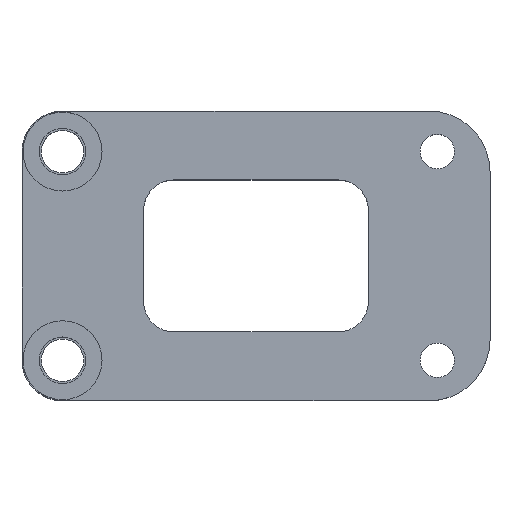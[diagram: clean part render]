
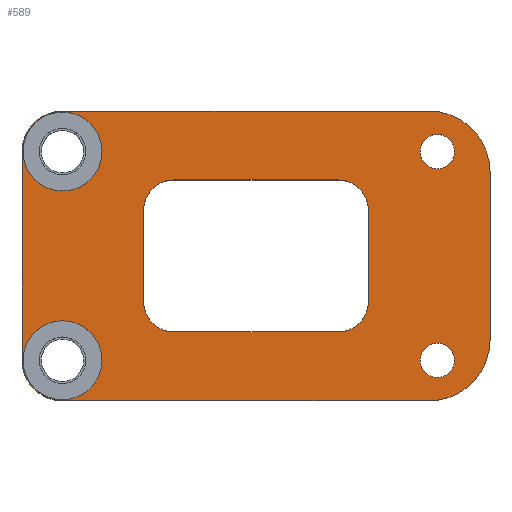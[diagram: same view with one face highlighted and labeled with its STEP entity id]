
A CAD part, top view. The second image highlights one B-rep face of the part: STEP entity #589.
In plain terms, the highlighted planar face has unit normal (0, 0, 1).
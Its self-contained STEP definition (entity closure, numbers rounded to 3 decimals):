
#23=FACE_BOUND('',#116,.T.);
#24=FACE_BOUND('',#117,.T.);
#25=FACE_BOUND('',#118,.T.);
#26=FACE_BOUND('',#119,.T.);
#27=FACE_BOUND('',#120,.T.);
#43=PLANE('',#668);
#73=FACE_OUTER_BOUND('',#115,.T.);
#115=EDGE_LOOP('',(#499,#500,#501,#502,#503,#504,#505,#506));
#116=EDGE_LOOP('',(#507,#508,#509,#510,#511,#512,#513,#514));
#117=EDGE_LOOP('',(#515));
#118=EDGE_LOOP('',(#516));
#119=EDGE_LOOP('',(#517));
#120=EDGE_LOOP('',(#518));
#132=LINE('',#881,#175);
#138=LINE('',#896,#181);
#142=LINE('',#908,#185);
#145=LINE('',#917,#188);
#156=LINE('',#977,#199);
#163=LINE('',#1002,#206);
#164=LINE('',#1005,#207);
#167=LINE('',#1013,#210);
#175=VECTOR('',#694,10.);
#181=VECTOR('',#708,10.);
#185=VECTOR('',#720,10.);
#188=VECTOR('',#731,10.);
#199=VECTOR('',#794,10.);
#206=VECTOR('',#823,10.);
#207=VECTOR('',#826,10.);
#210=VECTOR('',#835,10.);
#216=CIRCLE('',#612,1.5);
#218=CIRCLE('',#616,1.5);
#220=CIRCLE('',#620,1.5);
#222=CIRCLE('',#624,1.5);
#224=CIRCLE('',#628,1.95);
#227=CIRCLE('',#633,1.95);
#230=CIRCLE('',#638,0.85);
#232=CIRCLE('',#641,0.85);
#234=CIRCLE('',#644,3.);
#241=CIRCLE('',#654,3.);
#246=CIRCLE('',#666,2.);
#247=CIRCLE('',#669,2.);
#253=VERTEX_POINT('',#871);
#254=VERTEX_POINT('',#872);
#257=VERTEX_POINT('',#880);
#259=VERTEX_POINT('',#886);
#260=VERTEX_POINT('',#887);
#263=VERTEX_POINT('',#898);
#264=VERTEX_POINT('',#899);
#267=VERTEX_POINT('',#910);
#269=VERTEX_POINT('',#919);
#272=VERTEX_POINT('',#928);
#275=VERTEX_POINT('',#937);
#277=VERTEX_POINT('',#943);
#279=VERTEX_POINT('',#949);
#280=VERTEX_POINT('',#950);
#291=VERTEX_POINT('',#976);
#292=VERTEX_POINT('',#980);
#298=VERTEX_POINT('',#1000);
#299=VERTEX_POINT('',#1004);
#300=VERTEX_POINT('',#1008);
#301=VERTEX_POINT('',#1012);
#306=EDGE_CURVE('',#253,#254,#216,.T.);
#310=EDGE_CURVE('',#257,#254,#132,.T.);
#313=EDGE_CURVE('',#259,#260,#218,.T.);
#318=EDGE_CURVE('',#253,#260,#138,.T.);
#319=EDGE_CURVE('',#263,#264,#220,.T.);
#324=EDGE_CURVE('',#259,#264,#142,.T.);
#325=EDGE_CURVE('',#257,#267,#222,.T.);
#329=EDGE_CURVE('',#263,#267,#145,.T.);
#330=EDGE_CURVE('',#269,#269,#224,.T.);
#334=EDGE_CURVE('',#272,#272,#227,.T.);
#338=EDGE_CURVE('',#275,#275,#230,.T.);
#341=EDGE_CURVE('',#277,#277,#232,.T.);
#344=EDGE_CURVE('',#279,#280,#234,.T.);
#357=EDGE_CURVE('',#291,#280,#156,.T.);
#359=EDGE_CURVE('',#291,#292,#241,.T.);
#369=EDGE_CURVE('',#279,#298,#163,.T.);
#370=EDGE_CURVE('',#299,#292,#164,.T.);
#372=EDGE_CURVE('',#300,#299,#246,.T.);
#374=EDGE_CURVE('',#301,#300,#167,.T.);
#376=EDGE_CURVE('',#298,#301,#247,.T.);
#499=ORIENTED_EDGE('',*,*,#344,.F.);
#500=ORIENTED_EDGE('',*,*,#369,.T.);
#501=ORIENTED_EDGE('',*,*,#376,.T.);
#502=ORIENTED_EDGE('',*,*,#374,.T.);
#503=ORIENTED_EDGE('',*,*,#372,.T.);
#504=ORIENTED_EDGE('',*,*,#370,.T.);
#505=ORIENTED_EDGE('',*,*,#359,.F.);
#506=ORIENTED_EDGE('',*,*,#357,.T.);
#507=ORIENTED_EDGE('',*,*,#318,.T.);
#508=ORIENTED_EDGE('',*,*,#313,.F.);
#509=ORIENTED_EDGE('',*,*,#324,.T.);
#510=ORIENTED_EDGE('',*,*,#319,.F.);
#511=ORIENTED_EDGE('',*,*,#329,.T.);
#512=ORIENTED_EDGE('',*,*,#325,.F.);
#513=ORIENTED_EDGE('',*,*,#310,.T.);
#514=ORIENTED_EDGE('',*,*,#306,.F.);
#515=ORIENTED_EDGE('',*,*,#330,.T.);
#516=ORIENTED_EDGE('',*,*,#334,.T.);
#517=ORIENTED_EDGE('',*,*,#338,.T.);
#518=ORIENTED_EDGE('',*,*,#341,.T.);
#589=ADVANCED_FACE('',(#73,#23,#24,#25,#26,#27),#43,.T.);
#612=AXIS2_PLACEMENT_3D('',#873,#686,#687);
#616=AXIS2_PLACEMENT_3D('',#888,#699,#700);
#620=AXIS2_PLACEMENT_3D('',#900,#711,#712);
#624=AXIS2_PLACEMENT_3D('',#911,#723,#724);
#628=AXIS2_PLACEMENT_3D('',#920,#734,#735);
#633=AXIS2_PLACEMENT_3D('',#929,#745,#746);
#638=AXIS2_PLACEMENT_3D('',#938,#756,#757);
#641=AXIS2_PLACEMENT_3D('',#944,#763,#764);
#644=AXIS2_PLACEMENT_3D('',#951,#770,#771);
#654=AXIS2_PLACEMENT_3D('',#981,#798,#799);
#666=AXIS2_PLACEMENT_3D('',#1009,#830,#831);
#668=AXIS2_PLACEMENT_3D('',#1015,#837,#838);
#669=AXIS2_PLACEMENT_3D('',#1016,#839,#840);
#686=DIRECTION('center_axis',(0.,0.,
1.));
#687=DIRECTION('ref_axis',(0.707,0.707,0.));
#694=DIRECTION('',(1.,0.,0.));
#699=DIRECTION('center_axis',(0.,0.,
1.));
#700=DIRECTION('ref_axis',(0.707,-0.707,0.));
#708=DIRECTION('',(0.,-1.,0.));
#711=DIRECTION('center_axis',(0.,0.,
1.));
#712=DIRECTION('ref_axis',(-0.707,-0.707,0.));
#720=DIRECTION('',(-1.,0.,0.));
#723=DIRECTION('center_axis',(0.,0.,
1.));
#724=DIRECTION('ref_axis',(-0.707,0.707,0.));
#731=DIRECTION('',(0.,1.,0.));
#734=DIRECTION('center_axis',(0.,0.,
-1.));
#735=DIRECTION('ref_axis',(-1.,0.,0.));
#745=DIRECTION('center_axis',(0.,0.,
-1.));
#746=DIRECTION('ref_axis',(-1.,0.,0.));
#756=DIRECTION('center_axis',(0.,0.,
-1.));
#757=DIRECTION('ref_axis',(-1.,0.,0.));
#763=DIRECTION('center_axis',(0.,0.,
-1.));
#764=DIRECTION('ref_axis',(-1.,0.,0.));
#770=DIRECTION('center_axis',(0.,0.,
-1.));
#771=DIRECTION('ref_axis',(0.707,0.707,0.));
#794=DIRECTION('',(0.,1.,0.));
#798=DIRECTION('center_axis',(0.,0.,
-1.));
#799=DIRECTION('ref_axis',(0.707,-0.707,0.));
#823=DIRECTION('',(-1.,0.,0.));
#826=DIRECTION('',(1.,0.,0.));
#830=DIRECTION('center_axis',(0.,0.,
1.));
#831=DIRECTION('ref_axis',(-1.,0.,0.));
#835=DIRECTION('',(0.,-1.,0.));
#837=DIRECTION('center_axis',(0.,0.,
1.));
#838=DIRECTION('ref_axis',(-1.,0.,0.));
#839=DIRECTION('center_axis',(0.,0.,
1.));
#840=DIRECTION('ref_axis',(-0.017,1.,0.));
#871=CARTESIAN_POINT('',(-86.26,-1.172,67.041));
#872=CARTESIAN_POINT('',(-87.76,0.328,67.041));
#873=CARTESIAN_POINT('Origin',(-87.76,-1.172,67.041));
#880=CARTESIAN_POINT('',(-95.86,0.328,67.041));
#881=CARTESIAN_POINT('',(-94.585,0.328,67.041));
#886=CARTESIAN_POINT('',(-87.76,-7.172,67.041));
#887=CARTESIAN_POINT('',(-86.26,-5.672,67.041));
#888=CARTESIAN_POINT('Origin',(-87.76,-5.672,67.041));
#896=CARTESIAN_POINT('',(-86.26,-1.547,67.041));
#898=CARTESIAN_POINT('',(-97.36,-5.672,67.041));
#899=CARTESIAN_POINT('',(-95.86,-7.172,67.041));
#900=CARTESIAN_POINT('Origin',(-95.86,-5.672,67.041));
#908=CARTESIAN_POINT('',(-89.035,-7.172,67.041));
#910=CARTESIAN_POINT('',(-97.36,-1.172,67.041));
#911=CARTESIAN_POINT('Origin',(-95.86,-1.172,67.041));
#917=CARTESIAN_POINT('',(-97.36,-5.297,67.041));
#919=CARTESIAN_POINT('',(-99.41,1.729,67.041));
#920=CARTESIAN_POINT('Origin',(-101.36,1.729,67.041));
#928=CARTESIAN_POINT('',(-99.41,-8.571,67.041));
#929=CARTESIAN_POINT('Origin',(-101.36,-8.571,67.041));
#937=CARTESIAN_POINT('',(-82.01,1.729,67.041));
#938=CARTESIAN_POINT('Origin',(-82.86,1.729,67.041));
#943=CARTESIAN_POINT('',(-82.01,-8.571,67.041));
#944=CARTESIAN_POINT('Origin',(-82.86,-8.571,67.041));
#949=CARTESIAN_POINT('',(-83.26,3.728,67.041));
#950=CARTESIAN_POINT('',(-80.26,0.728,67.041));
#951=CARTESIAN_POINT('Origin',(-83.26,0.728,67.041));
#976=CARTESIAN_POINT('',(-80.26,-7.572,67.041));
#977=CARTESIAN_POINT('',(-80.26,3.728,67.041));
#980=CARTESIAN_POINT('',(-83.26,-10.572,67.041));
#981=CARTESIAN_POINT('Origin',(-83.26,-7.572,67.041));
#1000=CARTESIAN_POINT('',(-101.394,3.729,67.041));
#1002=CARTESIAN_POINT('',(-101.394,3.729,67.041));
#1004=CARTESIAN_POINT('',(-101.36,-10.571,67.041));
#1005=CARTESIAN_POINT('',(-101.36,-10.571,67.041));
#1008=CARTESIAN_POINT('',(-103.36,-8.571,67.041));
#1009=CARTESIAN_POINT('Origin',(-101.36,-8.571,67.041));
#1012=CARTESIAN_POINT('',(-103.36,1.729,67.041));
#1013=CARTESIAN_POINT('',(-103.36,1.729,67.041));
#1015=CARTESIAN_POINT('Origin',(-91.81,-3.422,67.041));
#1016=CARTESIAN_POINT('Origin',(-101.36,1.729,67.041));
